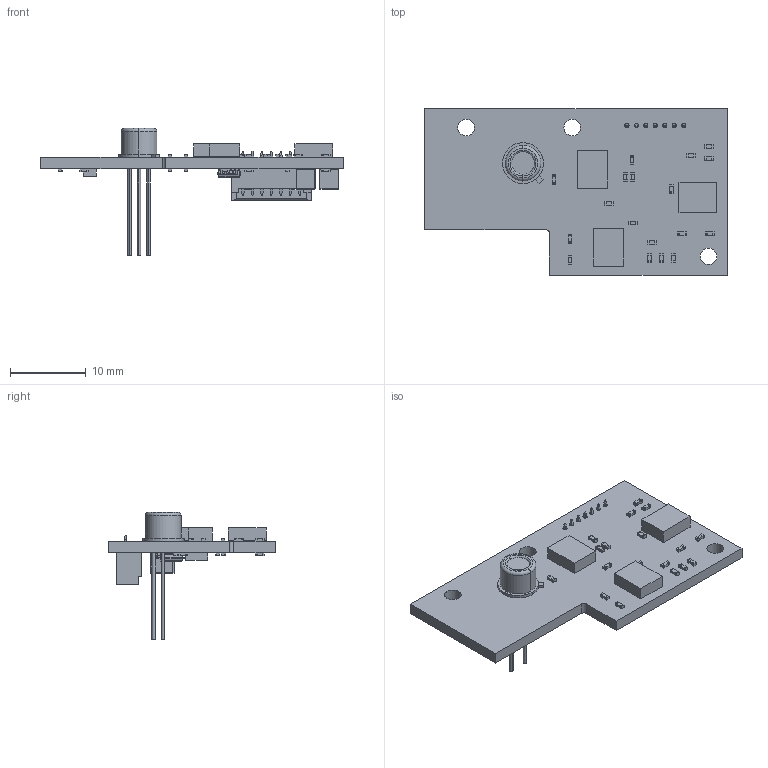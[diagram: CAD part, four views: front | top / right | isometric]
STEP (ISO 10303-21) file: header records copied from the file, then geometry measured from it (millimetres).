
FILE_DESCRIPTION(('Open CASCADE Model'),'2;1');
FILE_NAME('Open CASCADE Shape Model','2025-05-27T14:02:16',('Author'),( 'Open CASCADE'),'Open CASCADE STEP processor 7.5','Open CASCADE 7.5' ,'Unknown');
FILE_SCHEMA(('AUTOMOTIVE_DESIGN { 1 0 10303 214 1 1 1 1 }'));
Length unit declared in the file: millimetre
Products named in the file (58): PCB; Board; Open CASCADE STEP translator 7.5 1.1.1; C12; Cap_Murata_GRM32ER60J107ME20L_eec; C11; C20; res_0402; C15; C5; C22; C19; C17; C14; C8; C7; C4; R8; R7; R6; R5; R3; U5; 6438258048; Extruded; C21; C18; C9; X1; Picoblade 7 pins; U4; 6438258208; U3; IC_Texas_Instruments_TS5A23159DGSR_eec; IC_BODY; IC_LEG; circle; IC_LEG_MIR7; Texas Instruments; U2 ...
Assembly tree (96 placements, depth 4):
  PCB
    Board
      Open CASCADE STEP translator 7.5 1.1.1
    C12
      Cap_Murata_GRM32ER60J107ME20L_eec
      Cap_Murata_GRM32ER60J107ME20L_eec
      Cap_Murata_GRM32ER60J107ME20L_eec
    C11
      Cap_Murata_GRM32ER60J107ME20L_eec
      Cap_Murata_GRM32ER60J107ME20L_eec
      Cap_Murata_GRM32ER60J107ME20L_eec
    C20
      res_0402
    C15
      res_0402
    C5
      res_0402
    C22
      res_0402
    C19
      res_0402
    C17
      res_0402
    C14
      res_0402
    C8
      res_0402
    C7
      res_0402
    C4
      res_0402
    R8
      res_0402
    R7
      res_0402
    R6
      res_0402
    R5
      res_0402
    R3
      res_0402
    U5
      6438258048
        Extruded
    C21
      res_0402
    C18
      res_0402
    C9
      res_0402
    X1
      Picoblade 7 pins
    U4
      6438258208
        Extruded
    U3
      IC_Texas_Instruments_TS5A23159DGSR_eec
        IC_BODY
        IC_LEG  x5
        circle
Bounding box: 40 x 22 x 16.8 mm (x, y, z)
Volume: 1472.7 mm3; surface area: 2760 mm2
Topology: 77 solids, 77 shells, 2034 faces, 5240 edges, 3392 vertices
Faces by surface type: plane 1693, bspline 166, cylinder 149, sphere 22, torus 4
Full cylindrical faces by diameter (mm): 0.3 x1, 0.558 x7, 0.8 x3, 2.2 x3
Entity records: 28300 total; most frequent: CARTESIAN_POINT 6772, ORIENTED_EDGE 4310, DIRECTION 3599, EDGE_CURVE 2155, LINE 1613, VECTOR 1613, VERTEX_POINT 1408, AXIS2_PLACEMENT_3D 993
